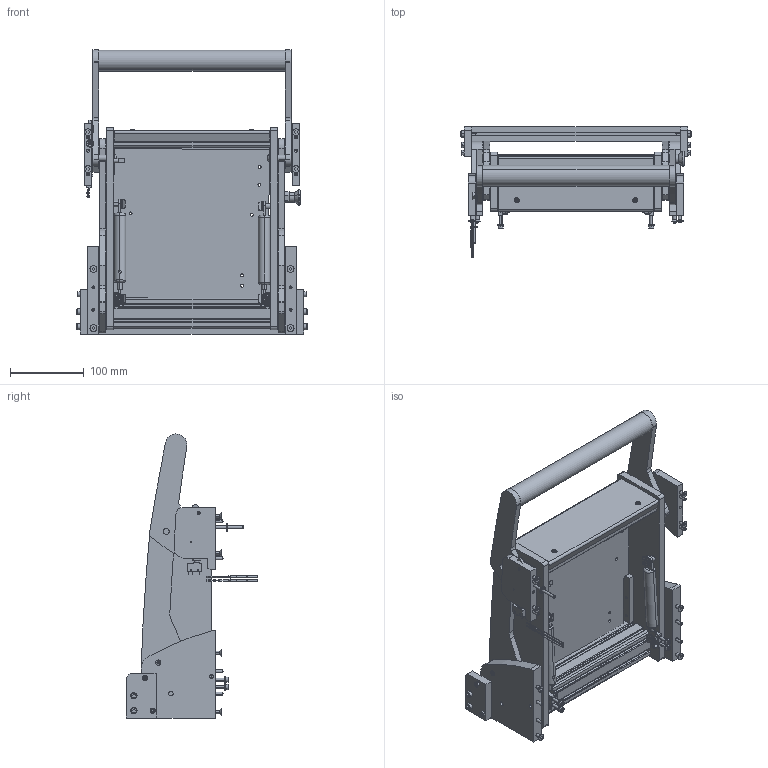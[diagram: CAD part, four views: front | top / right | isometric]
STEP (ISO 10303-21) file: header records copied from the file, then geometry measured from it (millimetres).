
FILE_DESCRIPTION (( 'STEP AP214' ), '1' );
FILE_NAME ('INGUN_51305.STEP', '2021-11-22T07:08:59', ( '' ), ( '' ), 'SwSTEP 2.0', 'SolidWorks 2018', '' );
FILE_SCHEMA (( 'AUTOMOTIVE_DESIGN' ));
Length unit declared in the file: millimetre
Products named in the file (69): 40568~4_KUNDE<S>; DIN912~n_M04,0x020; ISO7380~n_M04,0x016; K_02038~0; 40569~1_S; 49264~2_S; 31194~0; 47523~0_S; 39891~3_KUNDE<S>; 48726~2_S; 48026~0_S; 51306~1_S; 40567~5_KUNDE<S>; 39893~3_KUNDE<S>; 109128~0_S; 38786~1; 109947~0_KUNDE<S>; DIN6325~n_06,0m6x030; 3521~0_Spring Pin ISO 8752 - 3 x 16 - St; 57801~2_S; DIN125~n_05,3 M05,0 Fase; 109946~0_KUNDE<S>; 49317~0; DIN7979~n_04,0m6x020M3; 48727~1_S; 48728~1_S; 49397~0_S; DIN6325~n_04,0m6x040; GKS-114-0007~-g-k-s_Hub = 06,5 <S>; 53735~1_KUNDE<S>; 40571~0_mit Lehre gebohrt<S>; DIN6325~n_04,0m6x012; INGUN_51305; DIN912~n_M04,0x012; DIN923~n_M04x04; 39892~7_KUNDE<S>; 34328~1_S; DIN912~n_M05,0x016; 38563~0_S; 2497~0 ...
Assembly tree (135 placements, depth 3):
  INGUN_51305
    109946~0_KUNDE<S>
      53735~1_KUNDE<S>
    109947~0_KUNDE<S>
      53735~1_KUNDE<S>
    40567~5_KUNDE<S>
    40568~4_KUNDE<S>
    109948~0_KUNDE<S>
      36176~0_S
      55712~0_KUNDE<S>  x2
    39892~7_KUNDE<S>
    39891~3_KUNDE<S>
    50955~3_KUNDE<S>
      39894~2_KUNDE<S>
    39893~3_KUNDE<S>
    34328~1_S  x2
    40571~0_mit Lehre gebohrt<S>
    49397~0_S
    40569~1_S
    48728~1_S
      48726~2_S
      DIN6325~n_04,0m6x012
      48565~1_S
      DIN125~n_06,4 M06,0 Fase
      DIN125~n_04,3 M04,0  x2
      DIN912~n_M04,0x020  x2
      49317~0
    48727~1_S
      48726~2_S
      DIN6325~n_04,0m6x012
      48565~1_S
      DIN912~n_M04,0x020  x2
      DIN125~n_06,4 M06,0 Fase
      DIN125~n_04,3 M04,0  x2
      49317~0
    57801~2_S  x2
    38563~0_S  x2
    32724~1
    51306~1_S
    50956~1_S
    50957~0_S
    48026~0_S
    109128~0_S
    49399~0
    49264~2_S  x2
    31194~0  x2
    47523~0_S  x2
    38786~1
      K_02037~0
      K_02038~0
    2497~0
      K_02037~0_Standard ohne Dyn Punkt<Standard>
      K_02038~0
    38789~0_S  x2
    49317~0  x2
    DIN912~n_M04,0x012  x4
    DIN912~n_M05,0x016  x4
    DIN7991~n_M05,0x016  x8
    DIN7991~n_M05,0x020  x6
    ISO7380~n_M03,0x006  x2
Bounding box: 311.8 x 177.3 x 384.32 mm (x, y, z)
Volume: 2368838.3 mm3; surface area: 910036.3 mm2
Topology: 137 solids, 137 shells, 3316 faces, 8254 edges, 5247 vertices
Faces by surface type: cylinder 1454, plane 1283, cone 433, sphere 69, bspline 45, torus 32
Entity records: 66443 total; most frequent: CARTESIAN_POINT 12549, DIRECTION 10716, ORIENTED_EDGE 9950, EDGE_CURVE 4975, AXIS2_PLACEMENT_3D 4024, VERTEX_POINT 3200, LINE 2668, VECTOR 2668
